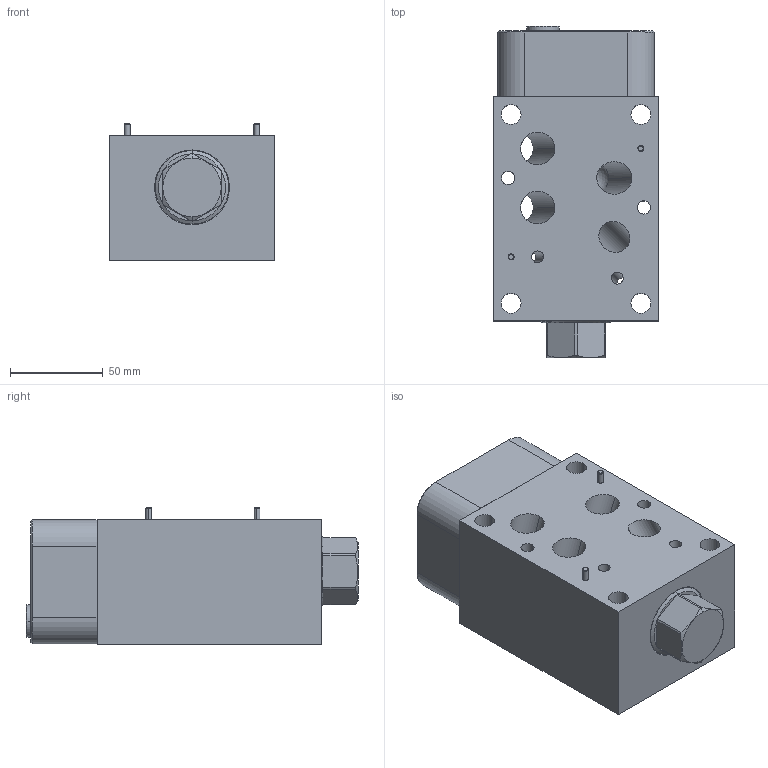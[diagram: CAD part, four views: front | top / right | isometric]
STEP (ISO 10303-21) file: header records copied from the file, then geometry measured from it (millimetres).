
FILE_DESCRIPTION((''),'2;1');
FILE_NAME('BK2_ASM','2019-10-29T',('ProEService'),(''),'PRO/ENGINEER BY PARAMETRIC TECHNOLOGY CORPORATION, 2014200','PRO/ENGINEER BY PARAMETRIC TECHNOLOGY CORPORATION, 2014200','');
FILE_SCHEMA(('CONFIG_CONTROL_DESIGN'));
Length unit declared in the file: inch
Products named in the file (8): 151-142; A330-006-006; CXHAXCN; 811-001-006; 500-001-111; 500-001-118; 700-006; BK2_ASM
Assembly tree (8 placements, depth 2):
  BK2_ASM
    151-142
    A330-006-006
    CXHAXCN
    811-001-006  x2
    500-001-111
    500-001-118
    700-006
Bounding box: 88.9 x 178.74 x 74.02 mm (x, y, z)
Volume: 735107.2 mm3; surface area: 123616.3 mm2
Topology: 6 solids, 7 shells, 424 faces, 1246 edges, 998 vertices
Faces by surface type: cylinder 186, plane 93, cone 93, torus 34, sphere 12, revolution 6
Entity records: 17065 total; most frequent: CARTESIAN_POINT 6274, DIRECTION 2285, ORIENTED_EDGE 1940, EDGE_CURVE 970, AXIS2_PLACEMENT_3D 852, VERTEX_POINT 601, VECTOR 575, LINE 575
